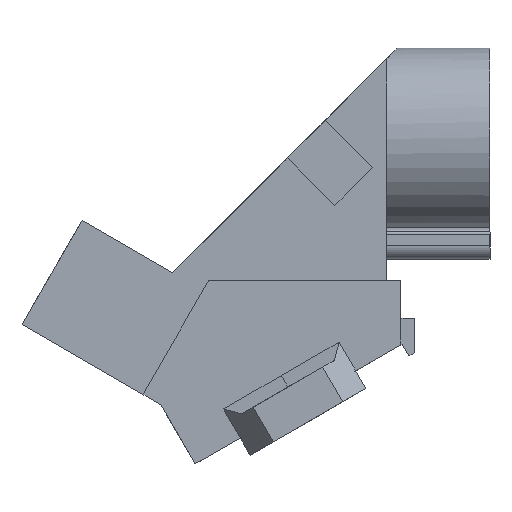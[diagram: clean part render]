
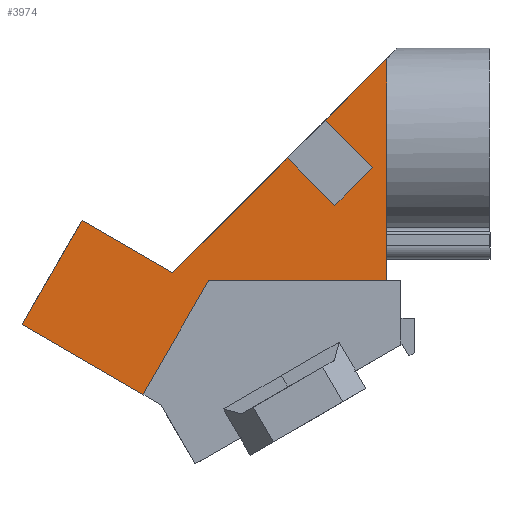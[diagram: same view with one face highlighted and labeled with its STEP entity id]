
A CAD part, left-side view. The second image highlights one B-rep face of the part: STEP entity #3974.
In plain terms, the highlighted planar face has unit normal (-1, 0, 0).
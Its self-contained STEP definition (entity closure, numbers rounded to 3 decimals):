
#8 = CARTESIAN_POINT ( 'NONE',  ( -3., 3.482, 3.482 ) ) ;
#19 = EDGE_CURVE ( 'NONE', #521, #4246, #3695, .T. ) ;
#39 = CARTESIAN_POINT ( 'NONE',  ( -3., -3., 13.5 ) ) ;
#98 = FACE_OUTER_BOUND ( 'NONE', #2255, .T. ) ;
#292 = CARTESIAN_POINT ( 'NONE',  ( -3., -3., 13.5 ) ) ;
#349 = LINE ( 'NONE', #5255, #2891 ) ;
#368 = LINE ( 'NONE', #4336, #4035 ) ;
#423 = DIRECTION ( 'NONE',  ( 1., 0., 0. ) ) ;
#508 = DIRECTION ( 'NONE',  ( 0., 0.707, -0.707 ) ) ;
#521 = VERTEX_POINT ( 'NONE', #3269 ) ;
#523 = AXIS2_PLACEMENT_3D ( 'NONE', #2104, #423, #1702 ) ;
#535 = CARTESIAN_POINT ( 'NONE',  ( -3., 3.67, 5.195 ) ) ;
#559 = LINE ( 'NONE', #3841, #2975 ) ;
#562 = CARTESIAN_POINT ( 'NONE',  ( -3., 3.67, 5.195 ) ) ;
#584 = LINE ( 'NONE', #292, #3087 ) ;
#639 = CARTESIAN_POINT ( 'NONE',  ( -3., 8.401, 7.449 ) ) ;
#734 = CARTESIAN_POINT ( 'NONE',  ( -3., -3., 5.195 ) ) ;
#838 = ORIENTED_EDGE ( 'NONE', *, *, #2897, .F. ) ;
#984 = EDGE_CURVE ( 'NONE', #1891, #3879, #349, .T. ) ;
#1185 = ORIENTED_EDGE ( 'NONE', *, *, #984, .T. ) ;
#1190 = EDGE_CURVE ( 'NONE', #2044, #5071, #2961, .T. ) ;
#1275 = ORIENTED_EDGE ( 'NONE', *, *, #1190, .T. ) ;
#1339 = VECTOR ( 'NONE', #3309, 1000. ) ;
#1374 = EDGE_CURVE ( 'NONE', #4501, #3066, #559, .T. ) ;
#1550 = VERTEX_POINT ( 'NONE', #3945 ) ;
#1702 = DIRECTION ( 'NONE',  ( 0., 0., -1. ) ) ;
#1739 = CARTESIAN_POINT ( 'NONE',  ( -3., 5.01, 5.49 ) ) ;
#1758 = CARTESIAN_POINT ( 'NONE',  ( -3., 2.428, 5.195 ) ) ;
#1764 = LINE ( 'NONE', #4934, #1339 ) ;
#1792 = LINE ( 'NONE', #3896, #4542 ) ;
#1813 = DIRECTION ( 'NONE',  ( 0., 0.5, -0.866 ) ) ;
#1832 = ORIENTED_EDGE ( 'NONE', *, *, #2299, .T. ) ;
#1891 = VERTEX_POINT ( 'NONE', #4062 ) ;
#1946 = DIRECTION ( 'NONE',  ( 0., 0., 1. ) ) ;
#2044 = VERTEX_POINT ( 'NONE', #39 ) ;
#2070 = VECTOR ( 'NONE', #2291, 1000. ) ;
#2104 = CARTESIAN_POINT ( 'NONE',  ( -3., 0., 0. ) ) ;
#2239 = DIRECTION ( 'NONE',  ( 0., -0.5, 0.866 ) ) ;
#2244 = DIRECTION ( 'NONE',  ( 0., 0.707, 0.707 ) ) ;
#2255 = EDGE_LOOP ( 'NONE', ( #2839, #4222, #4491, #3182, #1832, #1275, #3163, #4411, #5027, #3162, #4307, #838, #1185 ) ) ;
#2260 = LINE ( 'NONE', #3857, #2070 ) ;
#2291 = DIRECTION ( 'NONE',  ( 0., 0.866, 0.5 ) ) ;
#2299 = EDGE_CURVE ( 'NONE', #4246, #2044, #1764, .T. ) ;
#2375 = EDGE_CURVE ( 'NONE', #1550, #4501, #4085, .T. ) ;
#2548 = VERTEX_POINT ( 'NONE', #535 ) ;
#2566 = VERTEX_POINT ( 'NONE', #4656 ) ;
#2627 = VECTOR ( 'NONE', #508, 1000. ) ;
#2721 = CARTESIAN_POINT ( 'NONE',  ( -3., -0.702, 11.202 ) ) ;
#2839 = ORIENTED_EDGE ( 'NONE', *, *, #3428, .F. ) ;
#2852 = EDGE_CURVE ( 'NONE', #3040, #2548, #3056, .T. ) ;
#2891 = VECTOR ( 'NONE', #4852, 1000. ) ;
#2897 = EDGE_CURVE ( 'NONE', #1891, #2566, #3030, .T. ) ;
#2961 = LINE ( 'NONE', #1739, #4667 ) ;
#2975 = VECTOR ( 'NONE', #2244, 1000. ) ;
#3030 = LINE ( 'NONE', #639, #3430 ) ;
#3040 = VERTEX_POINT ( 'NONE', #734 ) ;
#3056 = LINE ( 'NONE', #1758, #4193 ) ;
#3066 = VERTEX_POINT ( 'NONE', #3693 ) ;
#3087 = VECTOR ( 'NONE', #1946, 1000. ) ;
#3124 = VERTEX_POINT ( 'NONE', #3583 ) ;
#3162 = ORIENTED_EDGE ( 'NONE', *, *, #3317, .T. ) ;
#3163 = ORIENTED_EDGE ( 'NONE', *, *, #3943, .T. ) ;
#3182 = ORIENTED_EDGE ( 'NONE', *, *, #19, .T. ) ;
#3269 = CARTESIAN_POINT ( 'NONE',  ( -3., -3., 8.9 ) ) ;
#3309 = DIRECTION ( 'NONE',  ( 0., 0., 1. ) ) ;
#3317 = EDGE_CURVE ( 'NONE', #3066, #3124, #1792, .T. ) ;
#3427 = DIRECTION ( 'NONE',  ( 0., 1., 0. ) ) ;
#3428 = EDGE_CURVE ( 'NONE', #2548, #3879, #4231, .T. ) ;
#3430 = VECTOR ( 'NONE', #2239, 1000. ) ;
#3572 = CARTESIAN_POINT ( 'NONE',  ( -3., 6.127, 0.939 ) ) ;
#3583 = CARTESIAN_POINT ( 'NONE',  ( -3., 5.01, 5.49 ) ) ;
#3693 = CARTESIAN_POINT ( 'NONE',  ( -3., 0.712, 9.788 ) ) ;
#3695 = LINE ( 'NONE', #4033, #4462 ) ;
#3841 = CARTESIAN_POINT ( 'NONE',  ( -3., -4.538, 4.538 ) ) ;
#3857 = CARTESIAN_POINT ( 'NONE',  ( -3., -1.486, 1.74 ) ) ;
#3879 = VERTEX_POINT ( 'NONE', #3572 ) ;
#3896 = CARTESIAN_POINT ( 'NONE',  ( -3., 5.01, 5.49 ) ) ;
#3943 = EDGE_CURVE ( 'NONE', #5071, #1550, #368, .T. ) ;
#3945 = CARTESIAN_POINT ( 'NONE',  ( -3., -2.47, 9.434 ) ) ;
#3974 = ADVANCED_FACE ( 'NONE', ( #98 ), #4072, .F. ) ;
#4033 = CARTESIAN_POINT ( 'NONE',  ( -3., -3., 13.5 ) ) ;
#4035 = VECTOR ( 'NONE', #4389, 1000. ) ;
#4062 = CARTESIAN_POINT ( 'NONE',  ( -3., 10.651, 3.551 ) ) ;
#4072 = PLANE ( 'NONE',  #523 ) ;
#4085 = LINE ( 'NONE', #8, #2627 ) ;
#4130 = EDGE_CURVE ( 'NONE', #3124, #2566, #2260, .T. ) ;
#4193 = VECTOR ( 'NONE', #3427, 1000. ) ;
#4222 = ORIENTED_EDGE ( 'NONE', *, *, #2852, .F. ) ;
#4231 = LINE ( 'NONE', #562, #4620 ) ;
#4246 = VERTEX_POINT ( 'NONE', #4300 ) ;
#4300 = CARTESIAN_POINT ( 'NONE',  ( -3., -3., 12.1 ) ) ;
#4307 = ORIENTED_EDGE ( 'NONE', *, *, #4130, .T. ) ;
#4336 = CARTESIAN_POINT ( 'NONE',  ( -3., -5.952, 5.952 ) ) ;
#4341 = DIRECTION ( 'NONE',  ( 0., 0.707, -0.707 ) ) ;
#4389 = DIRECTION ( 'NONE',  ( 0., -0.707, -0.707 ) ) ;
#4411 = ORIENTED_EDGE ( 'NONE', *, *, #2375, .T. ) ;
#4462 = VECTOR ( 'NONE', #5207, 1000. ) ;
#4491 = ORIENTED_EDGE ( 'NONE', *, *, #4994, .T. ) ;
#4501 = VERTEX_POINT ( 'NONE', #4540 ) ;
#4540 = CARTESIAN_POINT ( 'NONE',  ( -3., -1.056, 8.02 ) ) ;
#4542 = VECTOR ( 'NONE', #4341, 1000. ) ;
#4620 = VECTOR ( 'NONE', #1813, 1000. ) ;
#4656 = CARTESIAN_POINT ( 'NONE',  ( -3., 8.401, 7.449 ) ) ;
#4667 = VECTOR ( 'NONE', #4906, 1000. ) ;
#4852 = DIRECTION ( 'NONE',  ( 0., -0.866, -0.5 ) ) ;
#4906 = DIRECTION ( 'NONE',  ( 0., 0.707, -0.707 ) ) ;
#4934 = CARTESIAN_POINT ( 'NONE',  ( -3., -3., 13.5 ) ) ;
#4994 = EDGE_CURVE ( 'NONE', #3040, #521, #584, .T. ) ;
#5027 = ORIENTED_EDGE ( 'NONE', *, *, #1374, .T. ) ;
#5071 = VERTEX_POINT ( 'NONE', #2721 ) ;
#5207 = DIRECTION ( 'NONE',  ( 0., 0., 1. ) ) ;
#5255 = CARTESIAN_POINT ( 'NONE',  ( -3., 4.589, 0.051 ) ) ;
